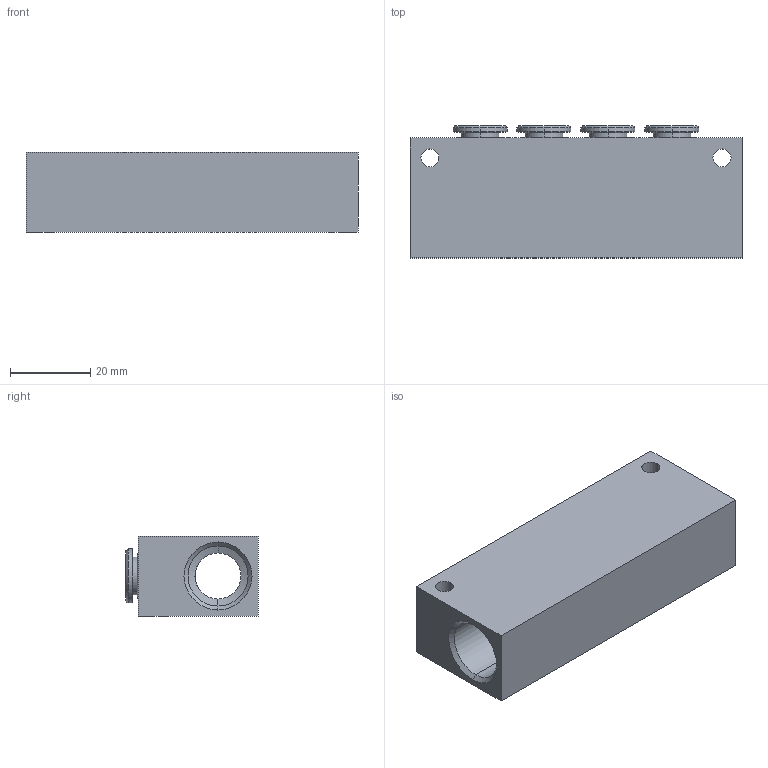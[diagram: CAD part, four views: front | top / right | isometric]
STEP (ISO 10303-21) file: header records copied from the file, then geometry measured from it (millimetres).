
FILE_DESCRIPTION (( 'STEP AP203' ), '1' );
FILE_NAME ('B0250040.STEP', '2011-05-06T09:24:28', ( 'UT1' ), ( 'sopra-pneumatic' ), 'SwSTEP 2.0', 'SolidWorks 2009', '' );
FILE_SCHEMA (( 'CONFIG_CONTROL_DESIGN' ));
Length unit declared in the file: millimetre
Products named in the file (1): B0250040
Bounding box: 83 x 33 x 20 mm (x, y, z)
Volume: 36411.2 mm3; surface area: 15421 mm2
Topology: 1 solids, 1 shells, 108 faces, 232 edges, 138 vertices
Faces by surface type: cylinder 45, cone 44, plane 19
Entity records: 3273 total; most frequent: CARTESIAN_POINT 751, DIRECTION 560, ORIENTED_EDGE 464, EDGE_CURVE 232, AXIS2_PLACEMENT_3D 229, VERTEX_POINT 138, EDGE_LOOP 134, CIRCLE 120
